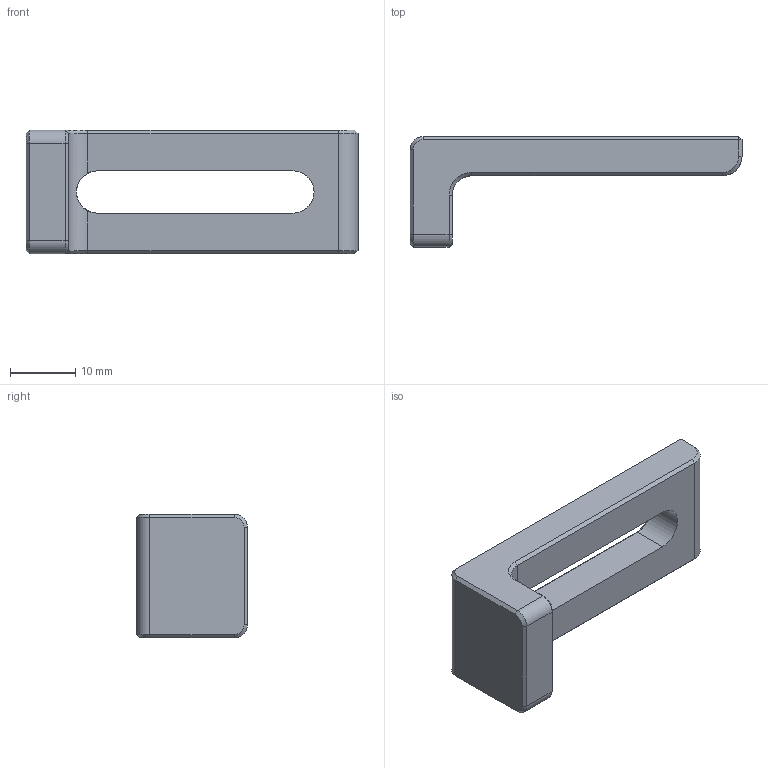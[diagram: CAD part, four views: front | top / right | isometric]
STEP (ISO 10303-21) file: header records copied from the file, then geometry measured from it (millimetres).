
FILE_DESCRIPTION (( 'STEP AP203' ), '1' );
FILE_NAME ('GCM-532202M.STEP', '2019-06-27T05:52:45', ( '' ), ( '' ), 'SwSTEP 2.0', 'SolidWorks 2015', '' );
FILE_SCHEMA (( 'CONFIG_CONTROL_DESIGN' ));
Length unit declared in the file: millimetre
Products named in the file (1): GCM-532202M
Bounding box: 51 x 17 x 19 mm (x, y, z)
Volume: 5727 mm3; surface area: 3171.8 mm2
Topology: 1 solids, 1 shells, 46 faces, 105 edges, 60 vertices
Faces by surface type: plane 27, cone 12, cylinder 7
Entity records: 1360 total; most frequent: CARTESIAN_POINT 237, DIRECTION 225, ORIENTED_EDGE 210, EDGE_CURVE 105, LINE 77, VECTOR 77, AXIS2_PLACEMENT_3D 74, VERTEX_POINT 60
